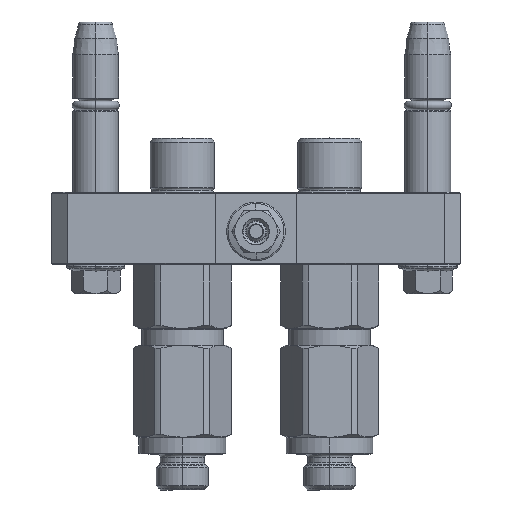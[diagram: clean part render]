
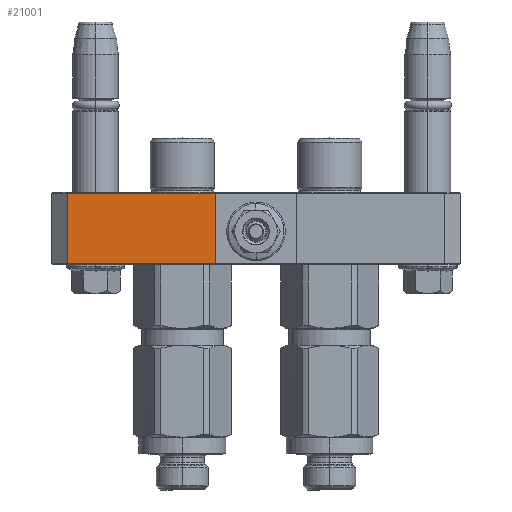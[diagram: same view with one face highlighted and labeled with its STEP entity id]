
A CAD part, front view. The second image highlights one B-rep face of the part: STEP entity #21001.
In plain terms, the highlighted face is planar.
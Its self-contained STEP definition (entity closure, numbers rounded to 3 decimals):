
#124 = LINE ( 'NONE', #16792, #2066 ) ;
#2066 = VECTOR ( 'NONE', #6725, 1000. ) ;
#2746 = VERTEX_POINT ( 'NONE', #4964 ) ;
#2864 = DIRECTION ( 'NONE',  ( -1., 0., 0. ) ) ;
#3322 = LINE ( 'NONE', #4576, #24242 ) ;
#4576 = CARTESIAN_POINT ( 'NONE',  ( 5., 0.3, -37.5 ) ) ;
#4964 = CARTESIAN_POINT ( 'NONE',  ( 5., 21.7, -37.5 ) ) ;
#5147 = DIRECTION ( 'NONE',  ( 0., -1., 0. ) ) ;
#6658 = VECTOR ( 'NONE', #2864, 1000. ) ;
#6725 = DIRECTION ( 'NONE',  ( 0., -1., 0. ) ) ;
#7168 = PLANE ( 'NONE',  #19541 ) ;
#10635 = LINE ( 'NONE', #25261, #24282 ) ;
#12447 = EDGE_CURVE ( 'NONE', #15228, #15068, #10635, .T. ) ;
#12785 = DIRECTION ( 'NONE',  ( 1., 0., 0. ) ) ;
#12926 = ORIENTED_EDGE ( 'NONE', *, *, #12447, .T. ) ;
#12964 = EDGE_CURVE ( 'NONE', #14844, #15068, #3322, .T. ) ;
#12970 = DIRECTION ( 'NONE',  ( 0., 0., 1. ) ) ;
#14544 = FACE_OUTER_BOUND ( 'NONE', #22398, .T. ) ;
#14610 = ORIENTED_EDGE ( 'NONE', *, *, #15035, .F. ) ;
#14844 = VERTEX_POINT ( 'NONE', #16640 ) ;
#15035 = EDGE_CURVE ( 'NONE', #15228, #2746, #21883, .T. ) ;
#15068 = VERTEX_POINT ( 'NONE', #25009 ) ;
#15228 = VERTEX_POINT ( 'NONE', #24107 ) ;
#15845 = ORIENTED_EDGE ( 'NONE', *, *, #17610, .F. ) ;
#16640 = CARTESIAN_POINT ( 'NONE',  ( 5., 0.3, -37.5 ) ) ;
#16792 = CARTESIAN_POINT ( 'NONE',  ( 5., 21.7, -37.5 ) ) ;
#17242 = CARTESIAN_POINT ( 'NONE',  ( -5., 22., -37.5 ) ) ;
#17610 = EDGE_CURVE ( 'NONE', #2746, #14844, #124, .T. ) ;
#19541 = AXIS2_PLACEMENT_3D ( 'NONE', #17242, #12970, #23090 ) ;
#21001 = ADVANCED_FACE ( 'NONE', ( #14544 ), #7168, .F. ) ;
#21883 = LINE ( 'NONE', #25278, #6658 ) ;
#22398 = EDGE_LOOP ( 'NONE', ( #12926, #23410, #15845, #14610 ) ) ;
#23090 = DIRECTION ( 'NONE',  ( 1., 0., 0. ) ) ;
#23410 = ORIENTED_EDGE ( 'NONE', *, *, #12964, .F. ) ;
#24107 = CARTESIAN_POINT ( 'NONE',  ( 50., 21.7, -37.5 ) ) ;
#24242 = VECTOR ( 'NONE', #12785, 1000. ) ;
#24282 = VECTOR ( 'NONE', #5147, 1000. ) ;
#25009 = CARTESIAN_POINT ( 'NONE',  ( 50., 0.3, -37.5 ) ) ;
#25261 = CARTESIAN_POINT ( 'NONE',  ( 50., 21.7, -37.5 ) ) ;
#25278 = CARTESIAN_POINT ( 'NONE',  ( 50., 21.7, -37.5 ) ) ;
